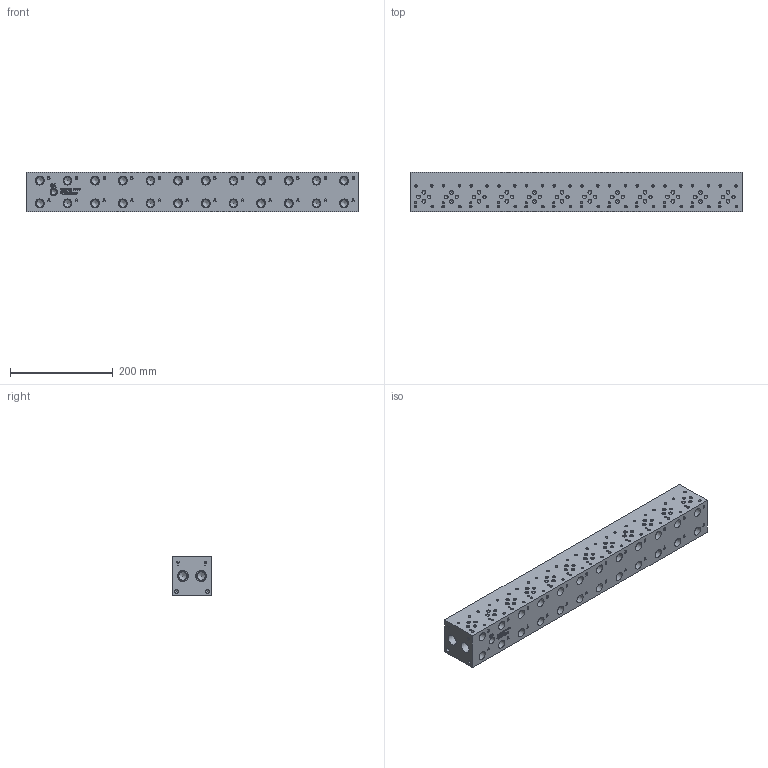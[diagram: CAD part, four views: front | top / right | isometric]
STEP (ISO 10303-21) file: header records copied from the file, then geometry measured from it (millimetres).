
FILE_DESCRIPTION(/* description */ (''),/* implementation_level */ '2;1');
FILE_NAME(/* name */ '_D03P122P.stp',/* time_stamp */ '2022-01-10T13:54:17-05:00',/* author */ ('jrf'),/* organization */ (''),/* preprocessor_version */ 'ST-DEVELOPER v18.1',/* originating_system */ 'Autodesk Inventor 2022',/* authorisation */ '');
FILE_SCHEMA (('AUTOMOTIVE_DESIGN { 1 0 10303 214 3 1 1 }'));
Length unit declared in the file: millimetre
Products named in the file (1): Part_AD03P122P_3D
Bounding box: 647.7 x 76.2 x 76.2 mm (x, y, z)
Volume: 3621662.1 mm3; surface area: 253102.2 mm2
Topology: 1 solids, 1 shells, 1331 faces, 3313 edges, 2159 vertices
Faces by surface type: plane 676, bspline 284, cylinder 226, cone 145
Full cylindrical faces by diameter (mm): 3.785 x48, 3.962 x12, 4.826 x48, 6.35 x12, 6.528 x4, 7.137 x36, 7.925 x4, 10.719 x1, 13.868 x1, 14.3 x24, 15.875 x4, 17.297 x24, 17.475 x4, 21.59 x4
Entity records: 40839 total; most frequent: CARTESIAN_POINT 10355, ORIENTED_EDGE 6344, DIRECTION 5152, EDGE_CURVE 3172, VERTEX_POINT 2159, LINE 2152, VECTOR 2152, EDGE_LOOP 1647
